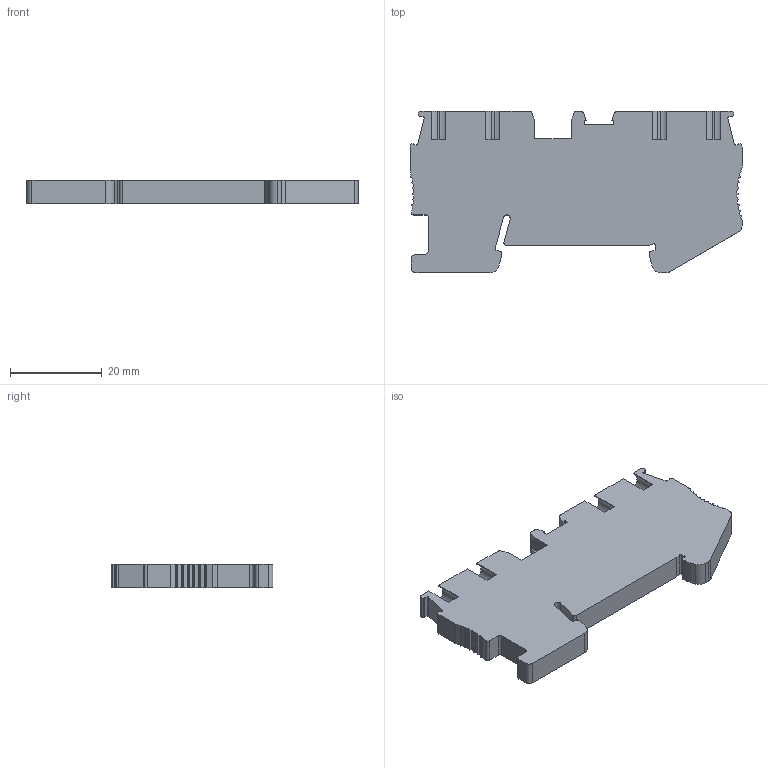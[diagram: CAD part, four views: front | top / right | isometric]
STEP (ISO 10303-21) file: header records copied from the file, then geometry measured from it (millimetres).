
FILE_DESCRIPTION((''),'2;1');
FILE_NAME('UJ5-2_5_2_2','2023-11-14T',('dell'),(''),'PRO/ENGINEER BY PARAMETRIC TECHNOLOGY CORPORATION, 2013230','PRO/ENGINEER BY PARAMETRIC TECHNOLOGY CORPORATION, 2013230','');
FILE_SCHEMA(('AUTOMOTIVE_DESIGN { 1 0 10303 214 1 1 1 1 }'));
Length unit declared in the file: millimetre
Products named in the file (1): UJ5-2_5_2_2
Bounding box: 72.2 x 35.2 x 5.2 mm (x, y, z)
Volume: 9870.2 mm3; surface area: 6419.7 mm2
Topology: 1 solids, 1 shells, 213 faces, 637 edges, 430 vertices
Faces by surface type: plane 143, cylinder 70
Entity records: 7273 total; most frequent: CARTESIAN_POINT 1298, ORIENTED_EDGE 1274, DIRECTION 1211, EDGE_CURVE 637, VECTOR 481, LINE 481, VERTEX_POINT 430, AXIS2_PLACEMENT_3D 365
